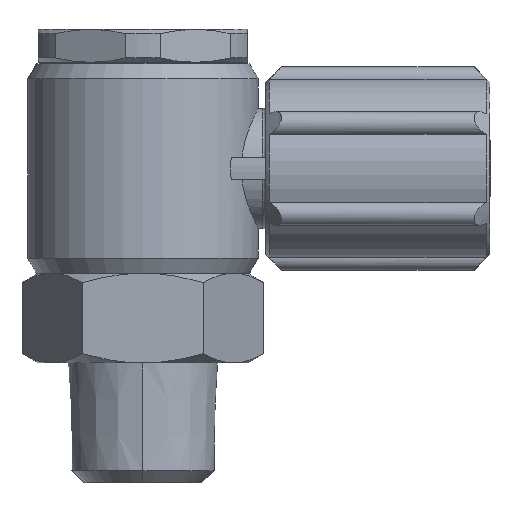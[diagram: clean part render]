
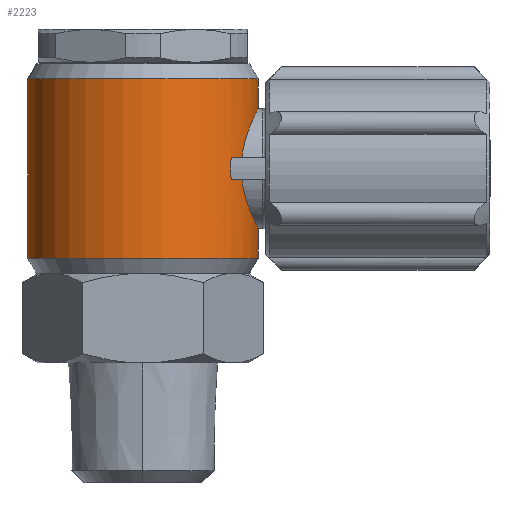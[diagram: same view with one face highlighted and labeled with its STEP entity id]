
A CAD part, left-side view. The second image highlights one B-rep face of the part: STEP entity #2223.
In plain terms, the highlighted cylindrical face has radius 7.7 mm (diameter 15.4 mm), a partial arc.
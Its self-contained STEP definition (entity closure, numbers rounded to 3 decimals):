
#2072=CARTESIAN_POINT('',(-15.259,0.,11.85));
#2073=VERTEX_POINT('',#2072);
#2082=CARTESIAN_POINT('',(0.141,0.,11.85));
#2083=VERTEX_POINT('',#2082);
#2084=CARTESIAN_POINT('',(-7.559,0.0,11.85));
#2085=DIRECTION('',(0.0,0.0,1.0));
#2086=DIRECTION('',(-1.0,0.0,0.0));
#2087=AXIS2_PLACEMENT_3D('',#2084,#2085,#2086);
#2088=CIRCLE('',#2087,7.7);
#2089=EDGE_CURVE('',#2073,#2083,#2088,.T.);
#2109=CARTESIAN_POINT('',(-7.559,0.0,-1.15));
#2110=DIRECTION('',(0.0,0.0,1.0));
#2111=DIRECTION('',(1.0,0.0,0.0));
#2112=AXIS2_PLACEMENT_3D('',#2109,#2110,#2111);
#2113=CYLINDRICAL_SURFACE('',#2112,7.7);
#2114=CARTESIAN_POINT('',(0.141,0.,9.85));
#2115=VERTEX_POINT('',#2114);
#2116=CARTESIAN_POINT('',(0.141,0.,11.85));
#2117=DIRECTION('',(0.0,0.0,-1.0));
#2118=VECTOR('',#2117,2.0);
#2119=LINE('',#2116,#2118);
#2120=EDGE_CURVE('',#2083,#2115,#2119,.T.);
#2121=ORIENTED_EDGE('',*,*,#2120,.F.);
#2122=ORIENTED_EDGE('',*,*,#2089,.F.);
#2123=CARTESIAN_POINT('',(-15.259,0.0,-0.15));
#2124=VERTEX_POINT('',#2123);
#2125=CARTESIAN_POINT('',(-15.259,0.,11.85));
#2126=DIRECTION('',(0.0,0.0,-1.0));
#2127=VECTOR('',#2126,12.0);
#2128=LINE('',#2125,#2127);
#2129=EDGE_CURVE('',#2073,#2124,#2128,.T.);
#2130=ORIENTED_EDGE('',*,*,#2129,.T.);
#2131=CARTESIAN_POINT('',(0.141,0.,-0.15));
#2132=VERTEX_POINT('',#2131);
#2133=CARTESIAN_POINT('',(-7.559,0.0,-0.15));
#2134=DIRECTION('',(0.0,0.0,-1.0));
#2135=DIRECTION('',(-1.0,0.0,0.0));
#2136=AXIS2_PLACEMENT_3D('',#2133,#2134,#2135);
#2137=CIRCLE('',#2136,7.7);
#2138=EDGE_CURVE('',#2132,#2124,#2137,.T.);
#2139=ORIENTED_EDGE('',*,*,#2138,.F.);
#2140=CARTESIAN_POINT('',(0.141,0.,1.85));
#2141=VERTEX_POINT('',#2140);
#2142=CARTESIAN_POINT('',(0.141,0.,1.85));
#2143=DIRECTION('',(0.0,0.0,-1.0));
#2144=VECTOR('',#2143,2.0);
#2145=LINE('',#2142,#2144);
#2146=EDGE_CURVE('',#2141,#2132,#2145,.T.);
#2147=ORIENTED_EDGE('',*,*,#2146,.F.);
#2148=CARTESIAN_POINT('',(-0.936,-3.929,5.1));
#2149=VERTEX_POINT('',#2148);
#2150=CARTESIAN_POINT('',(0.141,0.,1.85));
#2151=CARTESIAN_POINT('',(0.141,-0.256,1.85));
#2152=CARTESIAN_POINT('',(0.128,-0.52,1.875));
#2153=CARTESIAN_POINT('',(0.075,-1.041,1.979));
#2154=CARTESIAN_POINT('',(0.035,-1.299,2.057));
#2155=CARTESIAN_POINT('',(-0.065,-1.79,2.263));
#2156=CARTESIAN_POINT('',(-0.126,-2.025,2.39));
#2157=CARTESIAN_POINT('',(-0.257,-2.456,2.682));
#2158=CARTESIAN_POINT('',(-0.328,-2.654,2.847));
#2159=CARTESIAN_POINT('',(-0.466,-3.004,3.197));
#2160=CARTESIAN_POINT('',(-0.539,-3.168,3.394));
#2161=CARTESIAN_POINT('',(-0.678,-3.46,3.826));
#2162=CARTESIAN_POINT('',(-0.744,-3.587,4.06));
#2163=CARTESIAN_POINT('',(-0.856,-3.792,4.551));
#2164=CARTESIAN_POINT('',(-0.902,-3.871,4.808));
#2165=CARTESIAN_POINT('',(-0.934,-3.925,5.079));
#2166=CARTESIAN_POINT('',(-0.935,-3.927,5.09));
#2167=CARTESIAN_POINT('',(-0.936,-3.929,5.1));
#2168=B_SPLINE_CURVE_WITH_KNOTS('',3,(#2150,#2151,#2152,#2153,#2154,#2155,#2156,#2157,#2158,#2159,#2160,#2161,#2162,#2163,#2164,#2165,#2166,#2167),.UNSPECIFIED.,.F.,.U.,(4,2,2,2,2,2,2,2,4),(6.162,6.931,7.7,8.469,9.238,10.009,10.78,11.552,11.583),.UNSPECIFIED.);
#2169=EDGE_CURVE('',#2141,#2149,#2168,.T.);
#2170=ORIENTED_EDGE('',*,*,#2169,.T.);
#2171=CARTESIAN_POINT('',(-1.655,-4.943,5.1));
#2172=VERTEX_POINT('',#2171);
#2173=CARTESIAN_POINT('',(-7.559,0.0,5.1));
#2174=DIRECTION('',(0.0,0.0,-1.0));
#2175=DIRECTION('',(1.0,0.0,0.0));
#2176=AXIS2_PLACEMENT_3D('',#2173,#2174,#2175);
#2177=CIRCLE('',#2176,7.7);
#2178=EDGE_CURVE('',#2149,#2172,#2177,.T.);
#2179=ORIENTED_EDGE('',*,*,#2178,.T.);
#2180=CARTESIAN_POINT('',(-1.655,-4.943,6.6));
#2181=VERTEX_POINT('',#2180);
#2182=CARTESIAN_POINT('',(-1.655,-4.943,5.1));
#2183=CARTESIAN_POINT('',(-1.687,-4.981,5.35));
#2184=CARTESIAN_POINT('',(-1.703,-5.0,5.602));
#2185=CARTESIAN_POINT('',(-1.703,-5.0,6.098));
#2186=CARTESIAN_POINT('',(-1.687,-4.981,6.35));
#2187=CARTESIAN_POINT('',(-1.655,-4.943,6.6));
#2188=B_SPLINE_CURVE_WITH_KNOTS('',3,(#2182,#2183,#2184,#2185,#2186,#2187),.UNSPECIFIED.,.F.,.U.,(4,2,4),(14.906,15.652,16.397),.UNSPECIFIED.);
#2189=EDGE_CURVE('',#2172,#2181,#2188,.T.);
#2190=ORIENTED_EDGE('',*,*,#2189,.T.);
#2191=CARTESIAN_POINT('',(-0.936,-3.929,6.6));
#2192=VERTEX_POINT('',#2191);
#2193=CARTESIAN_POINT('',(-7.559,0.0,6.6));
#2194=DIRECTION('',(0.0,0.0,1.0));
#2195=DIRECTION('',(1.0,0.0,0.0));
#2196=AXIS2_PLACEMENT_3D('',#2193,#2194,#2195);
#2197=CIRCLE('',#2196,7.7);
#2198=EDGE_CURVE('',#2181,#2192,#2197,.T.);
#2199=ORIENTED_EDGE('',*,*,#2198,.T.);
#2200=CARTESIAN_POINT('',(-0.936,-3.929,6.6));
#2201=CARTESIAN_POINT('',(-0.935,-3.927,6.61));
#2202=CARTESIAN_POINT('',(-0.934,-3.925,6.621));
#2203=CARTESIAN_POINT('',(-0.902,-3.871,6.892));
#2204=CARTESIAN_POINT('',(-0.856,-3.792,7.149));
#2205=CARTESIAN_POINT('',(-0.744,-3.587,7.64));
#2206=CARTESIAN_POINT('',(-0.678,-3.46,7.874));
#2207=CARTESIAN_POINT('',(-0.539,-3.168,8.306));
#2208=CARTESIAN_POINT('',(-0.466,-3.004,8.503));
#2209=CARTESIAN_POINT('',(-0.328,-2.654,8.853));
#2210=CARTESIAN_POINT('',(-0.257,-2.456,9.018));
#2211=CARTESIAN_POINT('',(-0.126,-2.025,9.31));
#2212=CARTESIAN_POINT('',(-0.065,-1.79,9.437));
#2213=CARTESIAN_POINT('',(0.035,-1.299,9.643));
#2214=CARTESIAN_POINT('',(0.075,-1.041,9.721));
#2215=CARTESIAN_POINT('',(0.128,-0.52,9.825));
#2216=CARTESIAN_POINT('',(0.141,-0.256,9.85));
#2217=CARTESIAN_POINT('',(0.141,0.,9.85));
#2218=B_SPLINE_CURVE_WITH_KNOTS('',3,(#2200,#2201,#2202,#2203,#2204,#2205,#2206,#2207,#2208,#2209,#2210,#2211,#2212,#2213,#2214,#2215,#2216,#2217),.UNSPECIFIED.,.F.,.U.,(4,2,2,2,2,2,2,2,4),(13.064,13.095,13.866,14.638,15.409,16.178,16.947,17.716,18.485),.UNSPECIFIED.);
#2219=EDGE_CURVE('',#2192,#2115,#2218,.T.);
#2220=ORIENTED_EDGE('',*,*,#2219,.T.);
#2221=EDGE_LOOP('',(#2121,#2122,#2130,#2139,#2147,#2170,#2179,#2190,#2199,#2220));
#2222=FACE_OUTER_BOUND('',#2221,.T.);
#2223=ADVANCED_FACE('',(#2222),#2113,.T.);
